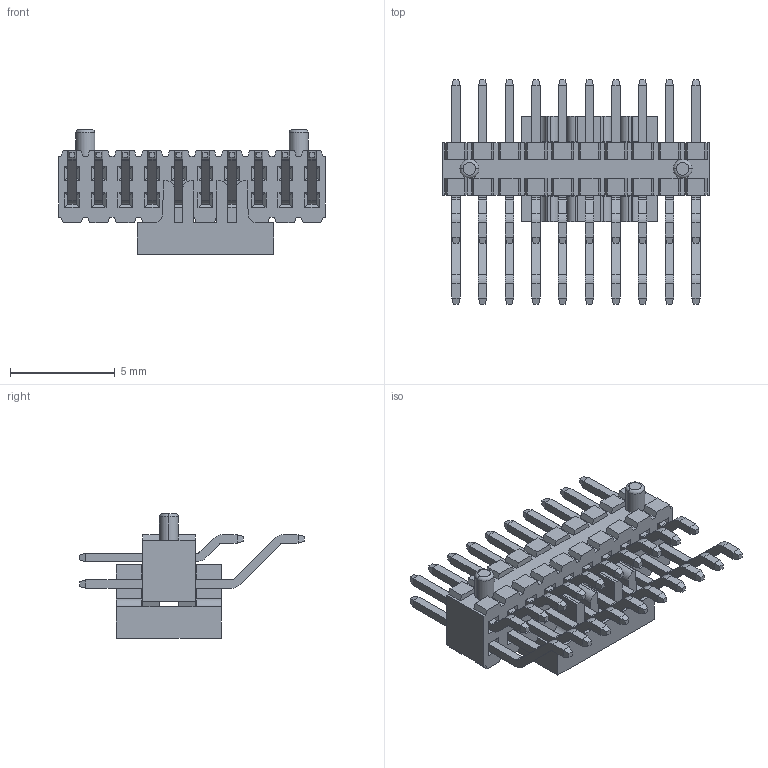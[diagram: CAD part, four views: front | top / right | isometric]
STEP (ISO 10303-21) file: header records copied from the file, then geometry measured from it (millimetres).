
FILE_DESCRIPTION( ('This file contains a STEP AP42 implementation' ,'as created by ZW3D STEP Interface translator.') ,'2;1' );
FILE_NAME( '1325B-1210XXZ083XXXX(衄翐).stp' ,'23 318. 85058', (''), ('ZWCAD Software Co.'), 'Version 1.0', 'ZW3D to STEP translator', '' );
FILE_SCHEMA(('AUTOMOTIVE_DESIGN { 1 0 10303 214 1 1 1 1 }'));
Length unit declared in the file: millimetre
Products named in the file (2): 0; 1325B-1210XXZ083XXXX(衄翐)
Bounding box: 12.7 x 10.7 x 5.93 mm (x, y, z)
Volume: 182.9 mm3; surface area: 727.4 mm2
Topology: 22 solids, 22 shells, 826 faces, 2096 edges, 1316 vertices
Faces by surface type: plane 726, cylinder 96, torus 4
Entity records: 25109 total; most frequent: CARTESIAN_POINT 4239, ORIENTED_EDGE 4192, DIRECTION 3950, EDGE_CURVE 2096, VECTOR 1896, LINE 1896, VERTEX_POINT 1316, AXIS2_PLACEMENT_3D 1027
